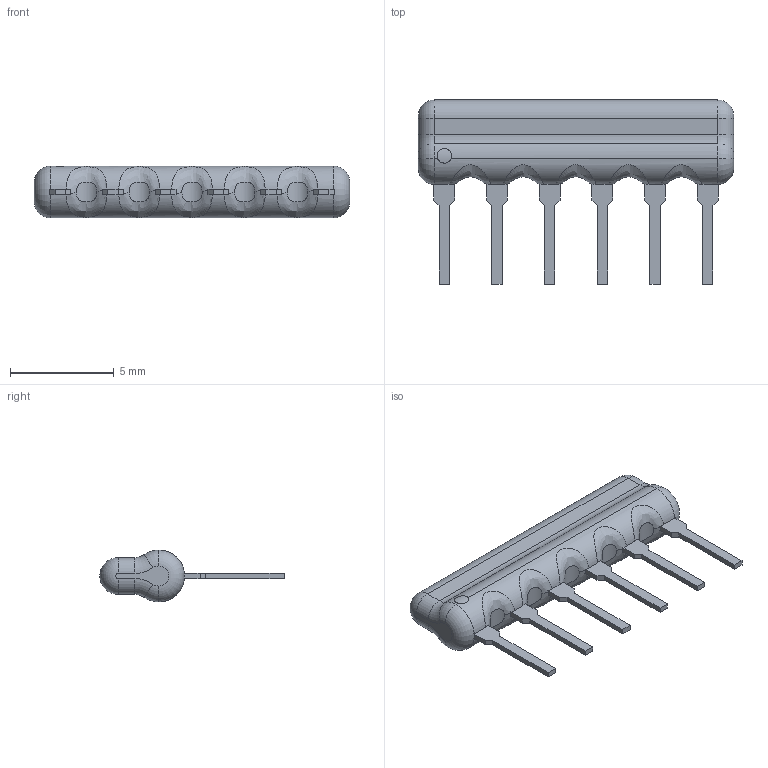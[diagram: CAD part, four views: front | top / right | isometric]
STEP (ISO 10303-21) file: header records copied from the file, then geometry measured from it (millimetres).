
FILE_DESCRIPTION (( 'STEP AP214' ), '1' );
FILE_NAME ('4606X-101-100LF.STEP', '2023-05-02T02:23:12', ( '' ), ( '' ), 'SwSTEP 2.0', 'SolidWorks 2021', '' );
FILE_SCHEMA (( 'AUTOMOTIVE_DESIGN' ));
Length unit declared in the file: millimetre
Products named in the file (1): 4606X-101-100LF
Bounding box: 15.19 x 8.88 x 2.49 mm (x, y, z)
Volume: 114.6 mm3; surface area: 236.3 mm2
Topology: 8 solids, 8 shells, 138 faces, 352 edges, 230 vertices
Faces by surface type: plane 96, cylinder 20, torus 12, bspline 10
Entity records: 5317 total; most frequent: CARTESIAN_POINT 1999, ORIENTED_EDGE 704, DIRECTION 598, EDGE_CURVE 352, VERTEX_POINT 230, VECTOR 224, LINE 224, AXIS2_PLACEMENT_3D 187
